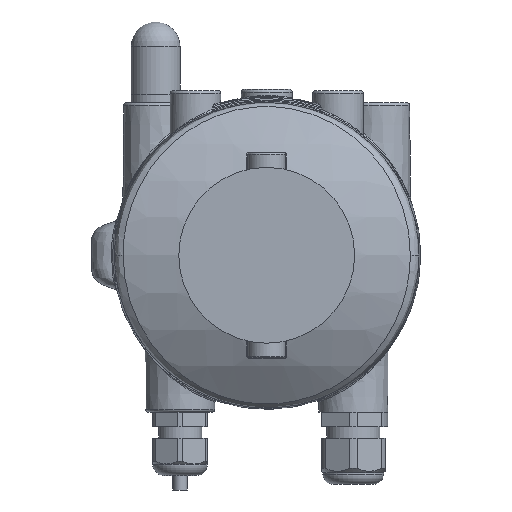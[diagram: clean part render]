
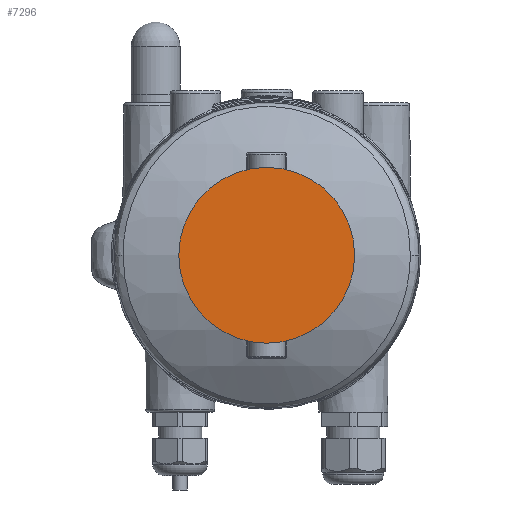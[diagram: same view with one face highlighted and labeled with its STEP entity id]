
A CAD part, front view. The second image highlights one B-rep face of the part: STEP entity #7296.
In plain terms, the highlighted planar face has unit normal (0, -1, 0).
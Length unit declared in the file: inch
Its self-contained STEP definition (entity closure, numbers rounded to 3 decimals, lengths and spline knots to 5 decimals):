
#302=PLANE('',#7773);
#477=CIRCLE('',#7774,1.2);
#478=CIRCLE('',#7775,1.2);
#930=FACE_OUTER_BOUND('',#1386,.T.);
#1386=EDGE_LOOP('',(#4879,#4880));
#2943=VERTEX_POINT('',#10608);
#2944=VERTEX_POINT('',#10609);
#3701=EDGE_CURVE('',#2943,#2944,#477,.T.);
#3702=EDGE_CURVE('',#2944,#2943,#478,.T.);
#4879=ORIENTED_EDGE('',*,*,#3701,.T.);
#4880=ORIENTED_EDGE('',*,*,#3702,.T.);
#7296=ADVANCED_FACE('',(#930),#302,.T.);
#7773=AXIS2_PLACEMENT_3D('',#10607,#8552,#8553);
#7774=AXIS2_PLACEMENT_3D('',#10610,#8554,#8555);
#7775=AXIS2_PLACEMENT_3D('',#10611,#8556,#8557);
#8552=DIRECTION('center_axis',(0.,-1.,0.));
#8553=DIRECTION('ref_axis',(0.,0.,-1.));
#8554=DIRECTION('center_axis',(0.,-1.,0.));
#8555=DIRECTION('ref_axis',(1.,0.,0.));
#8556=DIRECTION('center_axis',(0.,-1.,0.));
#8557=DIRECTION('ref_axis',(1.,0.,0.));
#10607=CARTESIAN_POINT('Origin',(0.56608,-5.56861,-0.00207));
#10608=CARTESIAN_POINT('',(1.37308,-5.56861,-0.00207));
#10609=CARTESIAN_POINT('',(-1.02692,-5.56861,-0.00207));
#10610=CARTESIAN_POINT('Origin',(0.17308,-5.56861,-0.00207));
#10611=CARTESIAN_POINT('Origin',(0.17308,-5.56861,-0.00207));
